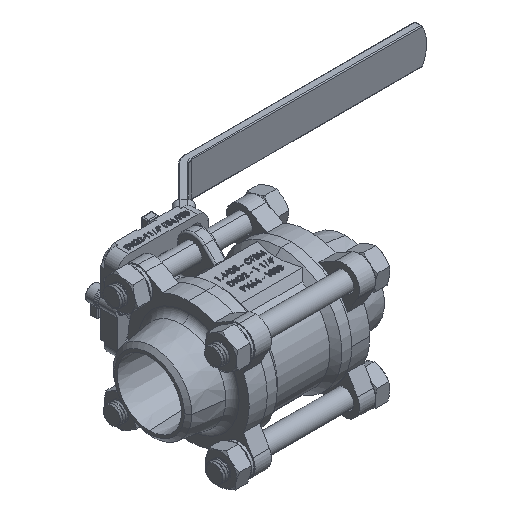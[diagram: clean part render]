
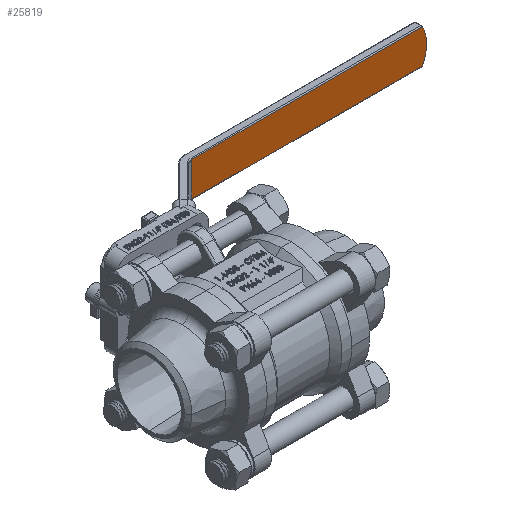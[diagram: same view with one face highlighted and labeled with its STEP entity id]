
A CAD part, isometric view. The second image highlights one B-rep face of the part: STEP entity #25819.
In plain terms, the highlighted planar face has unit normal (0, -1, 0).
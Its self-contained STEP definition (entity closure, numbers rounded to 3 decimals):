
#2110 = CIRCLE ( 'NONE', #58430, 20. ) ;
#3080 = DIRECTION ( 'NONE',  ( 0., 1., 0. ) ) ;
#8494 = CARTESIAN_POINT ( 'NONE',  ( 186.627, 31., 9.45 ) ) ;
#11043 = EDGE_CURVE ( 'NONE', #41066, #62941, #55770, .T. ) ;
#11862 = VECTOR ( 'NONE', #23753, 1000. ) ;
#16342 = VECTOR ( 'NONE', #62954, 1000. ) ;
#18767 = CARTESIAN_POINT ( 'NONE',  ( 59.314, 31., 9.45 ) ) ;
#19840 = EDGE_CURVE ( 'NONE', #62941, #43563, #22754, .T. ) ;
#20915 = DIRECTION ( 'NONE',  ( 1., 0., 0. ) ) ;
#22754 = LINE ( 'NONE', #55487, #57526 ) ;
#23753 = DIRECTION ( 'NONE',  ( -1., 0., 0. ) ) ;
#25819 = ADVANCED_FACE ( 'NONE', ( #42869 ), #36595, .F. ) ;
#26982 = CARTESIAN_POINT ( 'NONE',  ( 186.627, 31., -9.45 ) ) ;
#27121 = CARTESIAN_POINT ( 'NONE',  ( 59.314, 31., 9.45 ) ) ;
#28399 = CARTESIAN_POINT ( 'NONE',  ( 59.314, 31., -9.95 ) ) ;
#30133 = CARTESIAN_POINT ( 'NONE',  ( 59.314, 31., -9.45 ) ) ;
#30322 = ORIENTED_EDGE ( 'NONE', *, *, #11043, .T. ) ;
#31592 = CARTESIAN_POINT ( 'NONE',  ( 57.657, 31., 9.95 ) ) ;
#32561 = EDGE_CURVE ( 'NONE', #40237, #41066, #51283, .T. ) ;
#32581 = CARTESIAN_POINT ( 'NONE',  ( 169., 31., 0. ) ) ;
#36595 = PLANE ( 'NONE',  #54915 ) ;
#37584 = DIRECTION ( 'NONE',  ( -1., 0., 0. ) ) ;
#38734 = ORIENTED_EDGE ( 'NONE', *, *, #32561, .T. ) ;
#40237 = VERTEX_POINT ( 'NONE', #8494 ) ;
#41066 = VERTEX_POINT ( 'NONE', #27121 ) ;
#41567 = DIRECTION ( 'NONE',  ( -1., 0., 0. ) ) ;
#42869 = FACE_OUTER_BOUND ( 'NONE', #45903, .T. ) ;
#43563 = VERTEX_POINT ( 'NONE', #26982 ) ;
#43684 = EDGE_CURVE ( 'NONE', #40237, #43563, #2110, .T. ) ;
#45903 = EDGE_LOOP ( 'NONE', ( #30322, #56086, #47419, #38734 ) ) ;
#47419 = ORIENTED_EDGE ( 'NONE', *, *, #43684, .F. ) ;
#51283 = LINE ( 'NONE', #18767, #11862 ) ;
#54915 = AXIS2_PLACEMENT_3D ( 'NONE', #31592, #56236, #41567 ) ;
#55487 = CARTESIAN_POINT ( 'NONE',  ( 57.657, 31., -9.45 ) ) ;
#55770 = LINE ( 'NONE', #28399, #16342 ) ;
#56086 = ORIENTED_EDGE ( 'NONE', *, *, #19840, .T. ) ;
#56236 = DIRECTION ( 'NONE',  ( 0., 1., 0. ) ) ;
#57526 = VECTOR ( 'NONE', #20915, 1000. ) ;
#58430 = AXIS2_PLACEMENT_3D ( 'NONE', #32581, #3080, #37584 ) ;
#62941 = VERTEX_POINT ( 'NONE', #30133 ) ;
#62954 = DIRECTION ( 'NONE',  ( 0., 0., -1. ) ) ;
